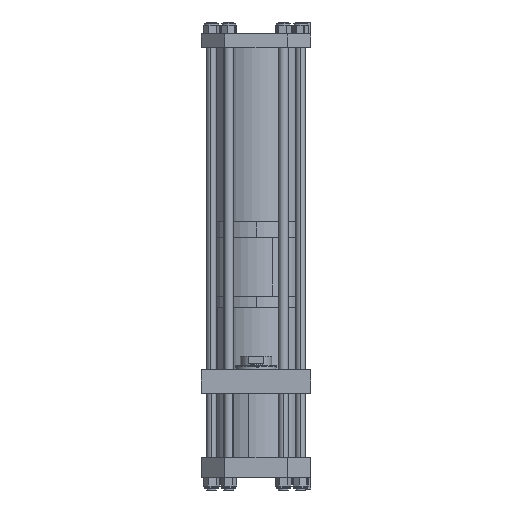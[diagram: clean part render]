
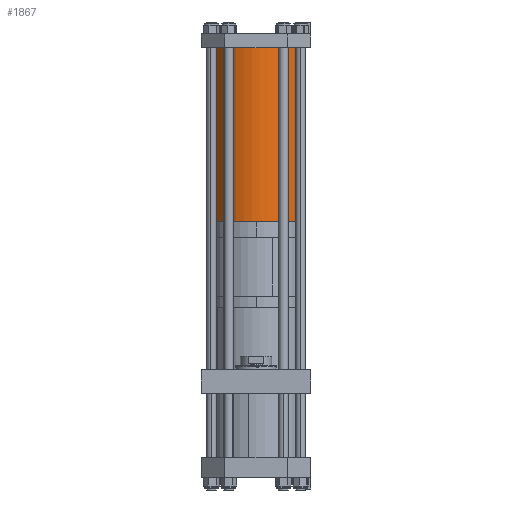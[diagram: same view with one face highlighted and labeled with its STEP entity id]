
A CAD part, left-side view. The second image highlights one B-rep face of the part: STEP entity #1867.
In plain terms, the highlighted cylindrical face has radius 152.4 mm (diameter 304.8 mm), a partial arc.
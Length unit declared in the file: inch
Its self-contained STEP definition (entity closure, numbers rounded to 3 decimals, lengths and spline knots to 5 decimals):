
#104 = LINE ( 'NONE', #8212, #9441 ) ;
#382 = VERTEX_POINT ( 'NONE', #1676 ) ;
#464 = DIRECTION ( 'NONE',  ( 0., 0., 1. ) ) ;
#917 = ORIENTED_EDGE ( 'NONE', *, *, #6777, .F. ) ;
#1676 = CARTESIAN_POINT ( 'NONE',  ( -6., 0., 22.284 ) ) ;
#1867 = ADVANCED_FACE ( 'NONE', ( #12159 ), #5381, .T. ) ;
#2672 = CIRCLE ( 'NONE', #14914, 6. ) ;
#3775 = DIRECTION ( 'NONE',  ( 0., 0., -1. ) ) ;
#3903 = EDGE_CURVE ( 'NONE', #12537, #17389, #10468, .T. ) ;
#4394 = VECTOR ( 'NONE', #6244, 39.37008 ) ;
#5381 = CYLINDRICAL_SURFACE ( 'NONE', #17623, 6. ) ;
#5486 = CARTESIAN_POINT ( 'NONE',  ( -6., 0., 0. ) ) ;
#6244 = DIRECTION ( 'NONE',  ( 0., 0., -1. ) ) ;
#6325 = DIRECTION ( 'NONE',  ( 1., 0., 0. ) ) ;
#6777 = EDGE_CURVE ( 'NONE', #12537, #382, #2672, .T. ) ;
#7508 = EDGE_LOOP ( 'NONE', ( #917, #8083, #10528, #19011 ) ) ;
#8083 = ORIENTED_EDGE ( 'NONE', *, *, #3903, .T. ) ;
#8212 = CARTESIAN_POINT ( 'NONE',  ( -6., 0., 22.284 ) ) ;
#8455 = DIRECTION ( 'NONE',  ( -1., 0., 0. ) ) ;
#8675 = CIRCLE ( 'NONE', #17136, 6. ) ;
#9441 = VECTOR ( 'NONE', #15601, 39.37008 ) ;
#9586 = CARTESIAN_POINT ( 'NONE',  ( 6., 0., 22.284 ) ) ;
#10468 = LINE ( 'NONE', #15160, #4394 ) ;
#10528 = ORIENTED_EDGE ( 'NONE', *, *, #10685, .T. ) ;
#10685 = EDGE_CURVE ( 'NONE', #17389, #15338, #8675, .T. ) ;
#12159 = FACE_OUTER_BOUND ( 'NONE', #7508, .T. ) ;
#12537 = VERTEX_POINT ( 'NONE', #9586 ) ;
#14457 = CARTESIAN_POINT ( 'NONE',  ( 0., 0., 22.284 ) ) ;
#14838 = DIRECTION ( 'NONE',  ( 1., 0., 0. ) ) ;
#14914 = AXIS2_PLACEMENT_3D ( 'NONE', #19279, #17724, #14838 ) ;
#15160 = CARTESIAN_POINT ( 'NONE',  ( 6., 0., 22.284 ) ) ;
#15338 = VERTEX_POINT ( 'NONE', #5486 ) ;
#15564 = CARTESIAN_POINT ( 'NONE',  ( 0., 0., 0. ) ) ;
#15601 = DIRECTION ( 'NONE',  ( 0., 0., -1. ) ) ;
#17092 = EDGE_CURVE ( 'NONE', #382, #15338, #104, .T. ) ;
#17136 = AXIS2_PLACEMENT_3D ( 'NONE', #15564, #464, #6325 ) ;
#17389 = VERTEX_POINT ( 'NONE', #19328 ) ;
#17623 = AXIS2_PLACEMENT_3D ( 'NONE', #14457, #3775, #8455 ) ;
#17724 = DIRECTION ( 'NONE',  ( 0., 0., 1. ) ) ;
#19011 = ORIENTED_EDGE ( 'NONE', *, *, #17092, .F. ) ;
#19279 = CARTESIAN_POINT ( 'NONE',  ( 0., 0., 22.284 ) ) ;
#19328 = CARTESIAN_POINT ( 'NONE',  ( 6., 0., 0. ) ) ;
